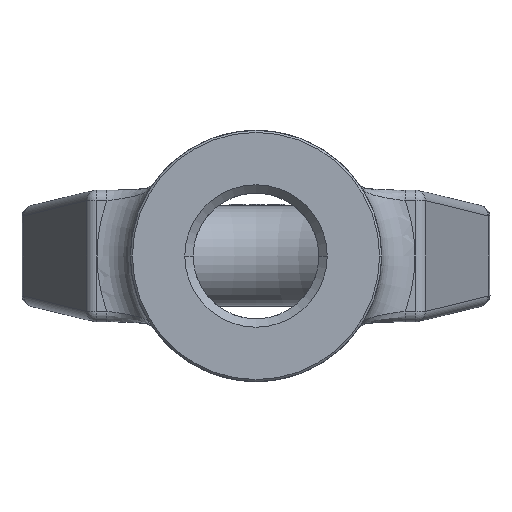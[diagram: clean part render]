
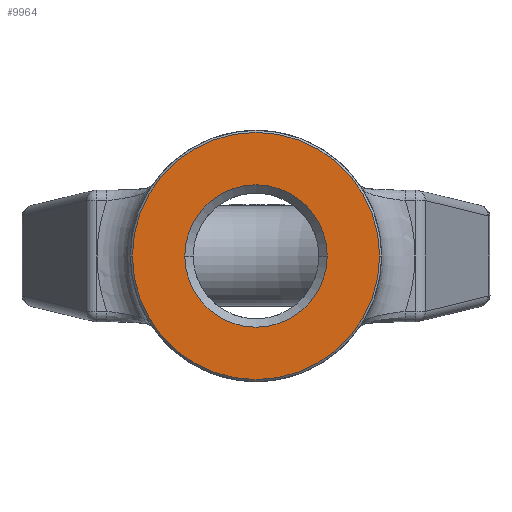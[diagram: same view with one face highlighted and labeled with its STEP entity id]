
A CAD part, front view. The second image highlights one B-rep face of the part: STEP entity #9964.
In plain terms, the highlighted planar face has unit normal (0, -1, 0).
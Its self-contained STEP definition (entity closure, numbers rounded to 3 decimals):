
#2300=CARTESIAN_POINT('',(0.,-56.,0.));
#2301=DIRECTION('',(0.,-1.,0.));
#2302=DIRECTION('',(-1.,0.,0.));
#2303=AXIS2_PLACEMENT_3D('',#2300,#2301,#2302);
#2305=CARTESIAN_POINT('',(0.,-56.,0.));
#2306=DIRECTION('',(0.,1.,0.));
#2307=DIRECTION('',(-1.,0.,0.));
#2308=AXIS2_PLACEMENT_3D('',#2305,#2306,#2307);
#2310=CARTESIAN_POINT('',(0.,-56.,0.));
#2311=DIRECTION('',(0.,-1.,0.));
#2312=DIRECTION('',(-1.,0.,0.));
#2313=AXIS2_PLACEMENT_3D('',#2310,#2311,#2312);
#2315=CARTESIAN_POINT('',(0.,-56.,0.));
#2316=DIRECTION('',(0.,-1.,0.));
#2317=DIRECTION('',(1.,0.,0.));
#2318=AXIS2_PLACEMENT_3D('',#2315,#2316,#2317);
#6762=CARTESIAN_POINT('',(-29.5,-56.,0.));
#6763=VERTEX_POINT('',#6762);
#6764=CARTESIAN_POINT('',(29.5,-56.,0.));
#6765=VERTEX_POINT('',#6764);
#6770=CARTESIAN_POINT('',(-17.,-56.,0.));
#6771=CARTESIAN_POINT('',(17.,-56.,0.));
#6772=VERTEX_POINT('',#6770);
#6773=VERTEX_POINT('',#6771);
#9948=CARTESIAN_POINT('',(0.,-56.,0.));
#9949=DIRECTION('',(0.,1.,0.));
#9950=DIRECTION('',(1.,0.,0.));
#9951=AXIS2_PLACEMENT_3D('',#9948,#9949,#9950);
#9952=PLANE('',#9951);
#9954=ORIENTED_EDGE('',*,*,#9953,.F.);
#9956=ORIENTED_EDGE('',*,*,#9955,.T.);
#9957=EDGE_LOOP('',(#9954,#9956));
#9958=FACE_OUTER_BOUND('',#9957,.F.);
#9959=ORIENTED_EDGE('',*,*,#9938,.T.);
#9961=ORIENTED_EDGE('',*,*,#9960,.T.);
#9962=EDGE_LOOP('',(#9959,#9961));
#9963=FACE_BOUND('',#9962,.F.);
#9964=ADVANCED_FACE('',(#9958,#9963),#9952,.F.);
#2304=CIRCLE('',#2303,29.5);
#2309=CIRCLE('',#2308,29.5);
#2314=CIRCLE('',#2313,17.);
#2319=CIRCLE('',#2318,17.);
#9938=EDGE_CURVE('',#6772,#6773,#2314,.T.);
#9953=EDGE_CURVE('',#6763,#6765,#2304,.T.);
#9955=EDGE_CURVE('',#6763,#6765,#2309,.T.);
#9960=EDGE_CURVE('',#6773,#6772,#2319,.T.);
